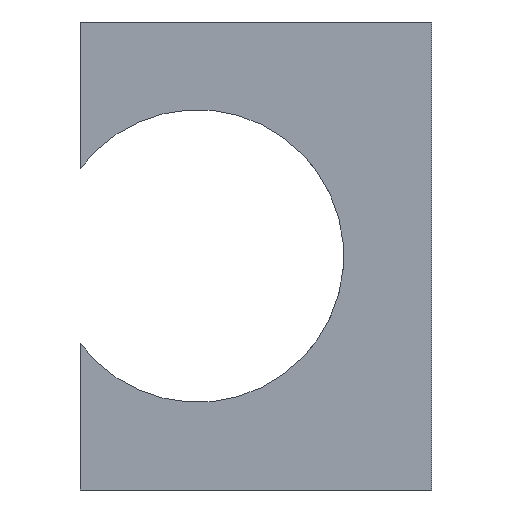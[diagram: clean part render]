
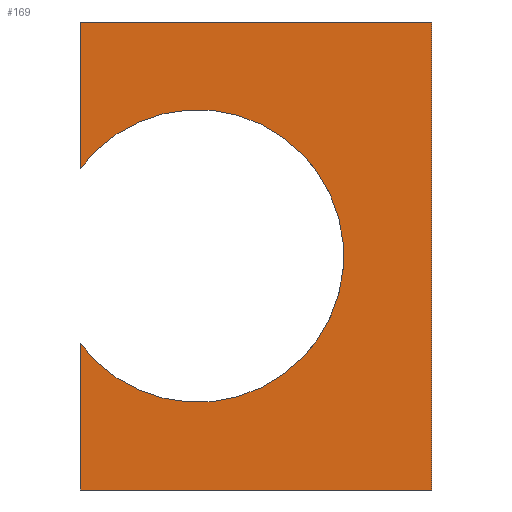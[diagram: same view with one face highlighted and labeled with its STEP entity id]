
A CAD part, front view. The second image highlights one B-rep face of the part: STEP entity #169.
In plain terms, the highlighted planar face has unit normal (0, -1, 0).
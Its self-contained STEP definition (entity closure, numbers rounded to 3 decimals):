
#21=PLANE('',#195);
#32=FACE_OUTER_BOUND('',#43,.T.);
#43=EDGE_LOOP('',(#153,#154,#155,#156,#157,#158));
#48=LINE('',#290,#65);
#51=LINE('',#296,#68);
#54=LINE('',#302,#71);
#57=LINE('',#308,#74);
#60=LINE('',#313,#77);
#65=VECTOR('',#213,10.);
#68=VECTOR('',#218,10.);
#71=VECTOR('',#223,10.);
#74=VECTOR('',#228,10.);
#77=VECTOR('',#233,10.);
#80=CIRCLE('',#187,2.5);
#84=VERTEX_POINT('',#280);
#85=VERTEX_POINT('',#281);
#88=VERTEX_POINT('',#289);
#90=VERTEX_POINT('',#295);
#92=VERTEX_POINT('',#301);
#94=VERTEX_POINT('',#307);
#99=EDGE_CURVE('',#84,#85,#80,.T.);
#103=EDGE_CURVE('',#88,#85,#48,.T.);
#106=EDGE_CURVE('',#90,#88,#51,.T.);
#109=EDGE_CURVE('',#92,#90,#54,.T.);
#112=EDGE_CURVE('',#94,#92,#57,.T.);
#115=EDGE_CURVE('',#84,#94,#60,.T.);
#153=ORIENTED_EDGE('',*,*,#115,.F.);
#154=ORIENTED_EDGE('',*,*,#99,.T.);
#155=ORIENTED_EDGE('',*,*,#103,.F.);
#156=ORIENTED_EDGE('',*,*,#106,.F.);
#157=ORIENTED_EDGE('',*,*,#109,.F.);
#158=ORIENTED_EDGE('',*,*,#112,.F.);
#169=ADVANCED_FACE('',(#32),#21,.F.);
#187=AXIS2_PLACEMENT_3D('',#282,#205,#206);
#195=AXIS2_PLACEMENT_3D('',#316,#237,#238);
#205=DIRECTION('center_axis',(0.,1.,0.));
#206=DIRECTION('ref_axis',(1.,0.,0.));
#213=DIRECTION('',(0.,0.,1.));
#218=DIRECTION('',(-1.,0.,0.));
#223=DIRECTION('',(0.,0.,-1.));
#228=DIRECTION('',(1.,0.,0.));
#233=DIRECTION('',(0.,0.,1.));
#237=DIRECTION('center_axis',(0.,1.,0.));
#238=DIRECTION('ref_axis',(1.,0.,0.));
#280=CARTESIAN_POINT('',(-2.,0.,1.5));
#281=CARTESIAN_POINT('',(-2.,0.,-1.5));
#282=CARTESIAN_POINT('Origin',(0.,0.,0.));
#289=CARTESIAN_POINT('',(-2.,0.,-4.));
#290=CARTESIAN_POINT('',(-2.,0.,-4.));
#295=CARTESIAN_POINT('',(4.,0.,-4.));
#296=CARTESIAN_POINT('',(4.,0.,-4.));
#301=CARTESIAN_POINT('',(4.,0.,4.));
#302=CARTESIAN_POINT('',(4.,0.,4.));
#307=CARTESIAN_POINT('',(-2.,0.,4.));
#308=CARTESIAN_POINT('',(-2.,0.,4.));
#313=CARTESIAN_POINT('',(-2.,0.,-4.));
#316=CARTESIAN_POINT('Origin',(1.,0.,0.));
